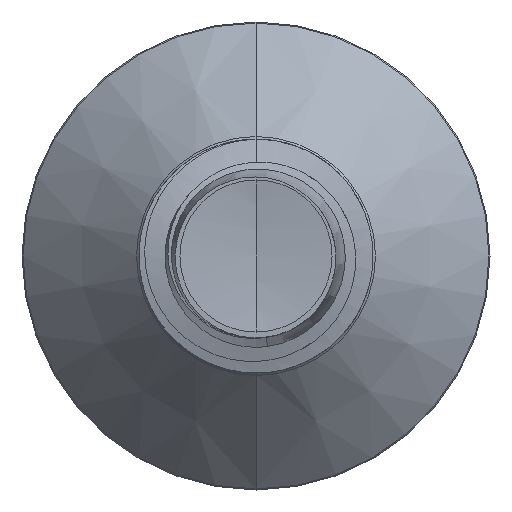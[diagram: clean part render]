
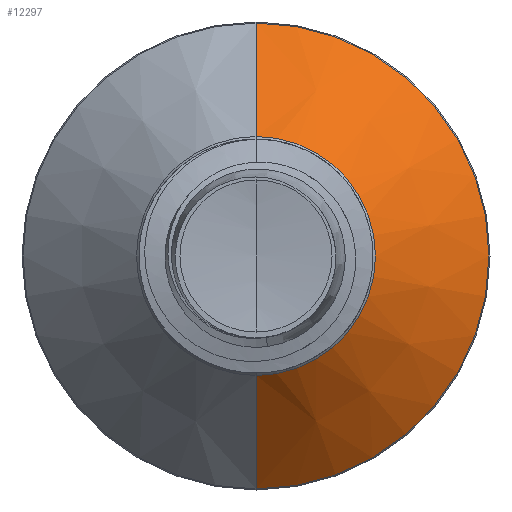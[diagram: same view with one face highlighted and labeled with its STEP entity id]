
A CAD part, front view. The second image highlights one B-rep face of the part: STEP entity #12297.
In plain terms, the highlighted conical face has half-angle 45 degrees and reference radius 2.042 mm.
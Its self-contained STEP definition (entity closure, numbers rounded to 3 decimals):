
#152 = CARTESIAN_POINT ( 'NONE',  ( 0., 3.342, 2.042 ) ) ;
#680 = AXIS2_PLACEMENT_3D ( 'NONE', #4276, #4273, #4232 ) ;
#776 = CARTESIAN_POINT ( 'NONE',  ( 0., 3.342, -2.042 ) ) ;
#1028 = DIRECTION ( 'NONE',  ( 0., 0.707, -0.707 ) ) ;
#1223 = CARTESIAN_POINT ( 'NONE',  ( 0., 3.342, -2.042 ) ) ;
#1486 = FACE_OUTER_BOUND ( 'NONE', #11777, .T. ) ;
#2251 = CARTESIAN_POINT ( 'NONE',  ( 0., 5.282, 3.982 ) ) ;
#2979 = AXIS2_PLACEMENT_3D ( 'NONE', #12540, #8859, #9468 ) ;
#4232 = DIRECTION ( 'NONE',  ( 0., 0., 1. ) ) ;
#4273 = DIRECTION ( 'NONE',  ( 0., 1., 0. ) ) ;
#4276 = CARTESIAN_POINT ( 'NONE',  ( 0., 3.342, 0. ) ) ;
#4432 = EDGE_CURVE ( 'NONE', #10686, #10505, #11897, .T. ) ;
#4803 = EDGE_CURVE ( 'NONE', #5346, #10073, #11281, .T. ) ;
#5346 = VERTEX_POINT ( 'NONE', #152 ) ;
#5468 = VECTOR ( 'NONE', #11265, 1000. ) ;
#5705 = DIRECTION ( 'NONE',  ( 0., 0., 1. ) ) ;
#5707 = DIRECTION ( 'NONE',  ( 0., 1., 0. ) ) ;
#5720 = CARTESIAN_POINT ( 'NONE',  ( 0., 5.282, 0. ) ) ;
#5906 = AXIS2_PLACEMENT_3D ( 'NONE', #5720, #5707, #5705 ) ;
#5985 = VECTOR ( 'NONE', #1028, 1000. ) ;
#7380 = CONICAL_SURFACE ( 'NONE', #2979, 2.042, 0.785 ) ;
#8041 = CIRCLE ( 'NONE', #680, 2.042 ) ;
#8192 = ORIENTED_EDGE ( 'NONE', *, *, #9150, .T. ) ;
#8221 = EDGE_CURVE ( 'NONE', #10073, #10505, #9727, .T. ) ;
#8263 = ORIENTED_EDGE ( 'NONE', *, *, #4432, .T. ) ;
#8362 = ORIENTED_EDGE ( 'NONE', *, *, #8221, .F. ) ;
#8859 = DIRECTION ( 'NONE',  ( 0., 1., 0. ) ) ;
#9150 = EDGE_CURVE ( 'NONE', #5346, #10686, #8041, .T. ) ;
#9432 = ORIENTED_EDGE ( 'NONE', *, *, #4803, .F. ) ;
#9468 = DIRECTION ( 'NONE',  ( 0., 0., 1. ) ) ;
#9727 = CIRCLE ( 'NONE', #5906, 3.982 ) ;
#9767 = CARTESIAN_POINT ( 'NONE',  ( 0., 5.282, -3.982 ) ) ;
#10073 = VERTEX_POINT ( 'NONE', #2251 ) ;
#10505 = VERTEX_POINT ( 'NONE', #9767 ) ;
#10686 = VERTEX_POINT ( 'NONE', #776 ) ;
#11265 = DIRECTION ( 'NONE',  ( 0., 0.707, 0.707 ) ) ;
#11281 = LINE ( 'NONE', #11291, #5468 ) ;
#11291 = CARTESIAN_POINT ( 'NONE',  ( 0., 3.342, 2.042 ) ) ;
#11777 = EDGE_LOOP ( 'NONE', ( #8192, #8263, #8362, #9432 ) ) ;
#11897 = LINE ( 'NONE', #1223, #5985 ) ;
#12297 = ADVANCED_FACE ( 'NONE', ( #1486 ), #7380, .T. ) ;
#12540 = CARTESIAN_POINT ( 'NONE',  ( 0., 3.342, 0. ) ) ;
